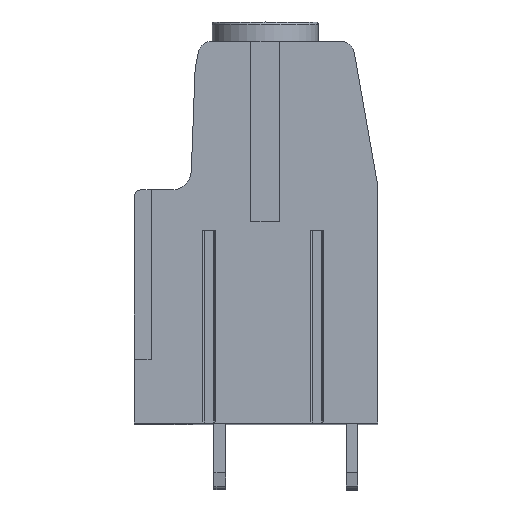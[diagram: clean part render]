
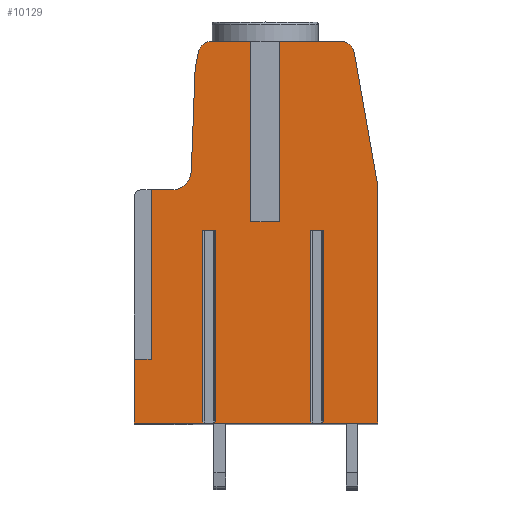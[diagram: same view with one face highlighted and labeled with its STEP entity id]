
A CAD part, top view. The second image highlights one B-rep face of the part: STEP entity #10129.
In plain terms, the highlighted planar face has unit normal (0, 0, 1).
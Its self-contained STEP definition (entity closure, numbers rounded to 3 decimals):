
#16=DIRECTION('',(0.,-1.,0.));
#17=VECTOR('',#16,13.85);
#18=CARTESIAN_POINT('',(1.8,13.9,81.28));
#19=LINE('',#18,#17);
#20=DIRECTION('',(-1.,0.,0.));
#21=VECTOR('',#20,4.762);
#22=CARTESIAN_POINT('',(6.562,13.9,81.28));
#23=LINE('',#22,#21);
#24=CARTESIAN_POINT('',(6.562,12.9,81.28));
#25=DIRECTION('',(0.,0.,1.));
#26=DIRECTION('',(0.985,0.174,0.));
#27=AXIS2_PLACEMENT_3D('',#24,#25,#26);
#29=DIRECTION('',(-0.174,0.985,0.));
#30=VECTOR('',#29,10.381);
#31=CARTESIAN_POINT('',(9.35,2.85,81.28));
#32=LINE('',#31,#30);
#33=DIRECTION('',(0.,1.,0.));
#34=VECTOR('',#33,18.25);
#35=CARTESIAN_POINT('',(9.35,-15.4,81.28));
#36=LINE('',#35,#34);
#37=DIRECTION('',(1.,0.,0.));
#38=VECTOR('',#37,4.173);
#39=CARTESIAN_POINT('',(5.177,-15.4,81.28));
#40=LINE('',#39,#38);
#41=DIRECTION('',(0.,-1.,0.));
#42=VECTOR('',#41,14.8);
#43=CARTESIAN_POINT('',(5.177,-0.6,81.28));
#44=LINE('',#43,#42);
#45=DIRECTION('',(-1.,0.,0.));
#46=VECTOR('',#45,0.955);
#47=CARTESIAN_POINT('',(5.177,-0.6,81.28));
#48=LINE('',#47,#46);
#49=DIRECTION('',(0.,-1.,0.));
#50=VECTOR('',#49,14.8);
#51=CARTESIAN_POINT('',(4.223,-0.6,81.28));
#52=LINE('',#51,#50);
#53=DIRECTION('',(1.,0.,0.));
#54=VECTOR('',#53,7.345);
#55=CARTESIAN_POINT('',(-3.123,-15.4,81.28));
#56=LINE('',#55,#54);
#57=DIRECTION('',(0.,-1.,0.));
#58=VECTOR('',#57,14.8);
#59=CARTESIAN_POINT('',(-3.123,-0.6,81.28));
#60=LINE('',#59,#58);
#61=DIRECTION('',(-1.,0.,0.));
#62=VECTOR('',#61,0.955);
#63=CARTESIAN_POINT('',(-3.123,-0.6,81.28));
#64=LINE('',#63,#62);
#65=DIRECTION('',(0.,-1.,0.));
#66=VECTOR('',#65,14.8);
#67=CARTESIAN_POINT('',(-4.077,-0.6,81.28));
#68=LINE('',#67,#66);
#69=DIRECTION('',(1.,0.,0.));
#70=VECTOR('',#69,5.273);
#71=CARTESIAN_POINT('',(-9.35,-15.4,81.28));
#72=LINE('',#71,#70);
#73=DIRECTION('',(0.,-1.,0.));
#74=VECTOR('',#73,4.9);
#75=CARTESIAN_POINT('',(-9.35,-10.5,81.28));
#76=LINE('',#75,#74);
#77=DIRECTION('',(1.,0.,0.));
#78=VECTOR('',#77,1.3);
#79=CARTESIAN_POINT('',(-9.35,-10.5,81.28));
#80=LINE('',#79,#78);
#81=DIRECTION('',(0.,1.,0.));
#82=VECTOR('',#81,13.);
#83=CARTESIAN_POINT('',(-8.05,-10.5,81.28));
#84=LINE('',#83,#82);
#85=DIRECTION('',(-1.,0.,0.));
#86=VECTOR('',#85,1.578);
#87=CARTESIAN_POINT('',(-6.472,2.5,81.28));
#88=LINE('',#87,#86);
#89=CARTESIAN_POINT('',(-6.472,4.,81.28));
#90=DIRECTION('',(0.,0.,-1.));
#91=DIRECTION('',(0.999,-0.038,0.));
#92=AXIS2_PLACEMENT_3D('',#89,#90,#91);
#94=DIRECTION('',(-0.038,-0.999,0.));
#95=VECTOR('',#94,7.704);
#96=CARTESIAN_POINT('',(-4.681,11.641,81.28));
#97=LINE('',#96,#95);
#98=CARTESIAN_POINT('',(-1.683,11.527,81.28));
#99=DIRECTION('',(0.,0.,1.));
#100=DIRECTION('',(-0.978,0.208,0.));
#101=AXIS2_PLACEMENT_3D('',#98,#99,#100);
#103=DIRECTION('',(-0.208,-0.978,0.));
#104=VECTOR('',#103,0.978);
#105=CARTESIAN_POINT('',(-4.414,13.108,81.28));
#106=LINE('',#105,#104);
#107=CARTESIAN_POINT('',(-3.436,12.9,81.28));
#108=DIRECTION('',(0.,0.,1.));
#109=DIRECTION('',(0.,1.,0.));
#110=AXIS2_PLACEMENT_3D('',#107,#108,#109);
#112=DIRECTION('',(-1.,0.,0.));
#113=VECTOR('',#112,3.036);
#114=CARTESIAN_POINT('',(-0.4,13.9,81.28));
#115=LINE('',#114,#113);
#116=DIRECTION('',(0.,-1.,0.));
#117=VECTOR('',#116,13.85);
#118=CARTESIAN_POINT('',(-0.4,13.9,81.28));
#119=LINE('',#118,#117);
#120=DIRECTION('',(1.,0.,0.));
#121=VECTOR('',#120,2.2);
#122=CARTESIAN_POINT('',(-0.4,0.05,81.28));
#123=LINE('',#122,#121);
#7802=CARTESIAN_POINT('',(9.35,-15.4,81.28));
#7803=CARTESIAN_POINT('',(9.35,2.85,81.28));
#7804=VERTEX_POINT('',#7802);
#7805=VERTEX_POINT('',#7803);
#7806=CARTESIAN_POINT('',(7.547,13.074,81.28));
#7807=VERTEX_POINT('',#7806);
#7808=CARTESIAN_POINT('',(6.562,13.9,81.28));
#7809=VERTEX_POINT('',#7808);
#7810=CARTESIAN_POINT('',(-3.436,13.9,81.28));
#7811=CARTESIAN_POINT('',(-4.414,13.108,81.28));
#7812=VERTEX_POINT('',#7810);
#7813=VERTEX_POINT('',#7811);
#7814=CARTESIAN_POINT('',(-4.617,12.151,81.28));
#7815=VERTEX_POINT('',#7814);
#7816=CARTESIAN_POINT('',(-4.681,11.641,81.28));
#7817=VERTEX_POINT('',#7816);
#7818=CARTESIAN_POINT('',(-4.973,3.943,81.28));
#7819=VERTEX_POINT('',#7818);
#7820=CARTESIAN_POINT('',(-6.472,2.5,81.28));
#7821=VERTEX_POINT('',#7820);
#7938=CARTESIAN_POINT('',(5.177,-15.4,81.28));
#7939=VERTEX_POINT('',#7938);
#7941=CARTESIAN_POINT('',(4.223,-15.4,81.28));
#7943=VERTEX_POINT('',#7941);
#7954=CARTESIAN_POINT('',(-3.123,-15.4,81.28));
#7955=VERTEX_POINT('',#7954);
#7957=CARTESIAN_POINT('',(-4.077,-15.4,81.28));
#7959=VERTEX_POINT('',#7957);
#7964=CARTESIAN_POINT('',(5.177,-0.6,81.28));
#7965=CARTESIAN_POINT('',(4.223,-0.6,81.28));
#7966=VERTEX_POINT('',#7964);
#7967=VERTEX_POINT('',#7965);
#7968=CARTESIAN_POINT('',(-3.123,-0.6,81.28));
#7969=CARTESIAN_POINT('',(-4.077,-0.6,81.28));
#7970=VERTEX_POINT('',#7968);
#7971=VERTEX_POINT('',#7969);
#7972=CARTESIAN_POINT('',(-9.35,-15.4,81.28));
#7973=VERTEX_POINT('',#7972);
#8194=CARTESIAN_POINT('',(-9.35,-10.5,81.28));
#8195=CARTESIAN_POINT('',(-8.05,-10.5,81.28));
#8196=VERTEX_POINT('',#8194);
#8197=VERTEX_POINT('',#8195);
#8198=CARTESIAN_POINT('',(-8.05,2.5,81.28));
#8199=VERTEX_POINT('',#8198);
#8350=CARTESIAN_POINT('',(1.8,13.9,81.28));
#8351=CARTESIAN_POINT('',(1.8,0.05,81.28));
#8352=VERTEX_POINT('',#8350);
#8353=VERTEX_POINT('',#8351);
#8354=CARTESIAN_POINT('',(-0.4,13.9,81.28));
#8355=CARTESIAN_POINT('',(-0.4,0.05,81.28));
#8356=VERTEX_POINT('',#8354);
#8357=VERTEX_POINT('',#8355);
#10070=CARTESIAN_POINT('',(0.,0.,81.28));
#10071=DIRECTION('',(0.,0.,1.));
#10072=DIRECTION('',(1.,0.,0.));
#10073=AXIS2_PLACEMENT_3D('',#10070,#10071,#10072);
#10074=PLANE('',#10073);
#10076=ORIENTED_EDGE('',*,*,#10075,.F.);
#10078=ORIENTED_EDGE('',*,*,#10077,.F.);
#10080=ORIENTED_EDGE('',*,*,#10079,.F.);
#10082=ORIENTED_EDGE('',*,*,#10081,.F.);
#10084=ORIENTED_EDGE('',*,*,#10083,.F.);
#10086=ORIENTED_EDGE('',*,*,#10085,.F.);
#10088=ORIENTED_EDGE('',*,*,#10087,.F.);
#10090=ORIENTED_EDGE('',*,*,#10089,.T.);
#10092=ORIENTED_EDGE('',*,*,#10091,.T.);
#10094=ORIENTED_EDGE('',*,*,#10093,.F.);
#10096=ORIENTED_EDGE('',*,*,#10095,.F.);
#10098=ORIENTED_EDGE('',*,*,#10097,.T.);
#10100=ORIENTED_EDGE('',*,*,#10099,.T.);
#10102=ORIENTED_EDGE('',*,*,#10101,.F.);
#10104=ORIENTED_EDGE('',*,*,#10103,.F.);
#10106=ORIENTED_EDGE('',*,*,#10105,.T.);
#10108=ORIENTED_EDGE('',*,*,#10107,.T.);
#10110=ORIENTED_EDGE('',*,*,#10109,.F.);
#10112=ORIENTED_EDGE('',*,*,#10111,.F.);
#10114=ORIENTED_EDGE('',*,*,#10113,.F.);
#10116=ORIENTED_EDGE('',*,*,#10115,.F.);
#10118=ORIENTED_EDGE('',*,*,#10117,.F.);
#10120=ORIENTED_EDGE('',*,*,#10119,.F.);
#10122=ORIENTED_EDGE('',*,*,#10121,.F.);
#10124=ORIENTED_EDGE('',*,*,#10123,.T.);
#10126=ORIENTED_EDGE('',*,*,#10125,.T.);
#10127=EDGE_LOOP('',(#10076,#10078,#10080,#10082,#10084,#10086,#10088,#10090,
#10092,#10094,#10096,#10098,#10100,#10102,#10104,#10106,#10108,#10110,#10112,
#10114,#10116,#10118,#10120,#10122,#10124,#10126));
#10128=FACE_OUTER_BOUND('',#10127,.F.);
#28=CIRCLE('',#27,1.);
#93=CIRCLE('',#92,1.5);
#102=CIRCLE('',#101,3.);
#111=CIRCLE('',#110,1.);
#10075=EDGE_CURVE('',#8352,#8353,#19,.T.);
#10077=EDGE_CURVE('',#7809,#8352,#23,.T.);
#10079=EDGE_CURVE('',#7807,#7809,#28,.T.);
#10081=EDGE_CURVE('',#7805,#7807,#32,.T.);
#10083=EDGE_CURVE('',#7804,#7805,#36,.T.);
#10085=EDGE_CURVE('',#7939,#7804,#40,.T.);
#10087=EDGE_CURVE('',#7966,#7939,#44,.T.);
#10089=EDGE_CURVE('',#7966,#7967,#48,.T.);
#10091=EDGE_CURVE('',#7967,#7943,#52,.T.);
#10093=EDGE_CURVE('',#7955,#7943,#56,.T.);
#10095=EDGE_CURVE('',#7970,#7955,#60,.T.);
#10097=EDGE_CURVE('',#7970,#7971,#64,.T.);
#10099=EDGE_CURVE('',#7971,#7959,#68,.T.);
#10101=EDGE_CURVE('',#7973,#7959,#72,.T.);
#10103=EDGE_CURVE('',#8196,#7973,#76,.T.);
#10105=EDGE_CURVE('',#8196,#8197,#80,.T.);
#10107=EDGE_CURVE('',#8197,#8199,#84,.T.);
#10109=EDGE_CURVE('',#7821,#8199,#88,.T.);
#10111=EDGE_CURVE('',#7819,#7821,#93,.T.);
#10113=EDGE_CURVE('',#7817,#7819,#97,.T.);
#10115=EDGE_CURVE('',#7815,#7817,#102,.T.);
#10117=EDGE_CURVE('',#7813,#7815,#106,.T.);
#10119=EDGE_CURVE('',#7812,#7813,#111,.T.);
#10121=EDGE_CURVE('',#8356,#7812,#115,.T.);
#10123=EDGE_CURVE('',#8356,#8357,#119,.T.);
#10125=EDGE_CURVE('',#8357,#8353,#123,.T.);
#10129=ADVANCED_FACE('',(#10128),#10074,.T.);
